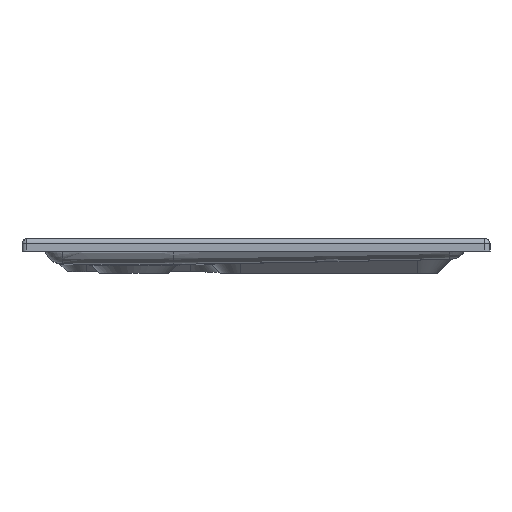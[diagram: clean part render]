
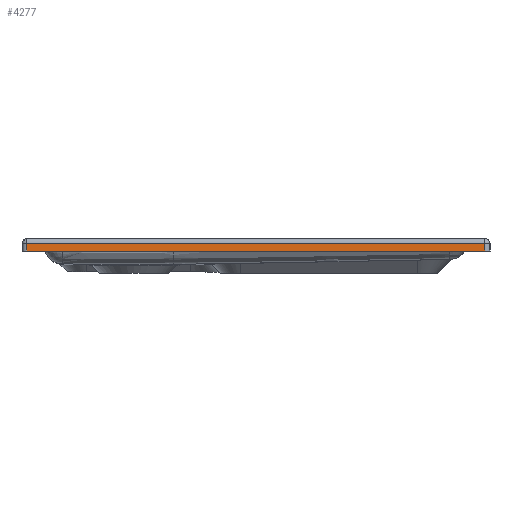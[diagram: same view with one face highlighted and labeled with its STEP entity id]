
A CAD part, left-side view. The second image highlights one B-rep face of the part: STEP entity #4277.
In plain terms, the highlighted face is planar.
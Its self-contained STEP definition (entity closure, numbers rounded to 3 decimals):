
#3931=CARTESIAN_POINT('',(-562.0,180.0,16.0));
#3932=VERTEX_POINT('',#3931);
#3940=CARTESIAN_POINT('',(172.0,180.0,16.0));
#3941=VERTEX_POINT('',#3940);
#3942=CARTESIAN_POINT('',(-562.0,180.0,16.0));
#3943=DIRECTION('',(1.0,0.0,0.0));
#3944=VECTOR('',#3943,734.0);
#3945=LINE('',#3942,#3944);
#3946=EDGE_CURVE('',#3932,#3941,#3945,.T.);
#4247=CARTESIAN_POINT('',(-570.0,180.0,0.0));
#4248=DIRECTION('',(0.0,-1.0,0.0));
#4249=DIRECTION('',(0.0,0.0,-1.0));
#4250=AXIS2_PLACEMENT_3D('',#4247,#4248,#4249);
#4251=PLANE('',#4250);
#4252=ORIENTED_EDGE('',*,*,#3946,.F.);
#4253=CARTESIAN_POINT('',(-562.0,180.0,28.));
#4254=VERTEX_POINT('',#4253);
#4255=CARTESIAN_POINT('',(-562.0,180.0,16.0));
#4256=DIRECTION('',(0.0,0.0,1.0));
#4257=VECTOR('',#4256,12.0);
#4258=LINE('',#4255,#4257);
#4259=EDGE_CURVE('',#3932,#4254,#4258,.T.);
#4260=ORIENTED_EDGE('',*,*,#4259,.T.);
#4261=CARTESIAN_POINT('',(172.0,180.0,28.));
#4262=VERTEX_POINT('',#4261);
#4263=CARTESIAN_POINT('',(-562.0,180.0,28.));
#4264=DIRECTION('',(1.0,0.0,0.0));
#4265=VECTOR('',#4264,734.0);
#4266=LINE('',#4263,#4265);
#4267=EDGE_CURVE('',#4254,#4262,#4266,.T.);
#4268=ORIENTED_EDGE('',*,*,#4267,.T.);
#4269=CARTESIAN_POINT('',(172.0,180.0,16.0));
#4270=DIRECTION('',(0.0,0.0,1.0));
#4271=VECTOR('',#4270,12.0);
#4272=LINE('',#4269,#4271);
#4273=EDGE_CURVE('',#3941,#4262,#4272,.T.);
#4274=ORIENTED_EDGE('',*,*,#4273,.F.);
#4275=EDGE_LOOP('',(#4252,#4260,#4268,#4274));
#4276=FACE_OUTER_BOUND('',#4275,.T.);
#4277=ADVANCED_FACE('',(#4276),#4251,.F.);
